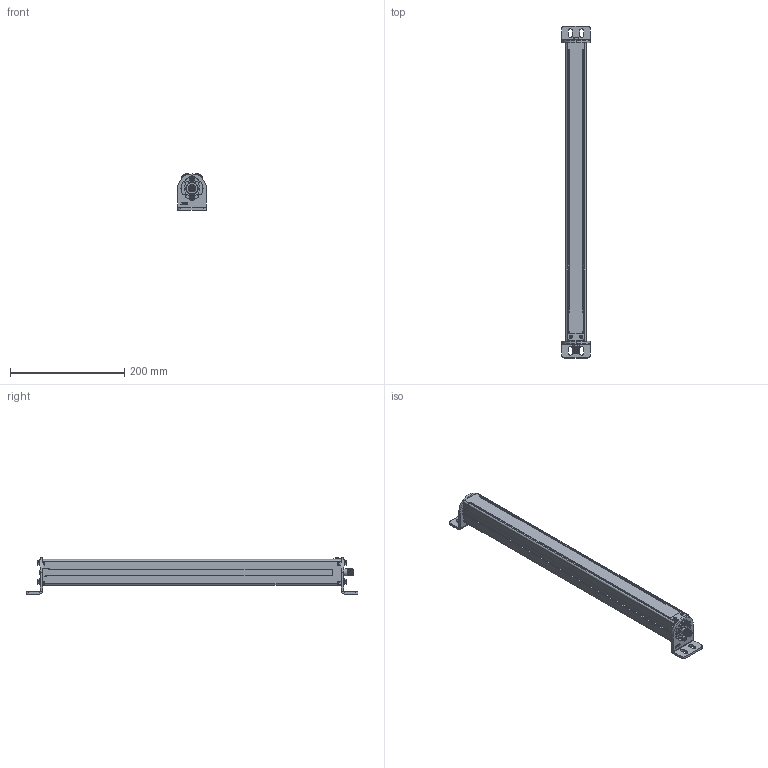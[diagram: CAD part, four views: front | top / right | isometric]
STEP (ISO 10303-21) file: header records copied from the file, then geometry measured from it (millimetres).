
FILE_DESCRIPTION((''),'2;1');
FILE_NAME('139535_SM01_ASM','2023-04-11T11:59:35',('banengservice'),('BANNER ENGINEERING'),'CREO PARAMETRIC BY PTC INC, 2022414','CREO PARAMETRIC BY PTC INC, 2022414','');
FILE_SCHEMA(('CONFIG_CONTROL_DESIGN'));
Products named in the file (2): 139535_EP01; 139535_SM01_ASM
Assembly tree (1 placements, depth 2):
  139535_SM01_ASM
    139535_EP01
Bounding box: 50 x 580 x 63 mm (x, y, z)
Volume: 783929.7 mm3; surface area: 144476.3 mm2
Topology: 1 solids, 1 shells, 1744 faces, 4774 edges, 3080 vertices
Faces by surface type: plane 999, cylinder 570, bspline 75, torus 51, sphere 34, cone 15
Entity records: 95233 total; most frequent: CARTESIAN_POINT 51735, ORIENTED_EDGE 9508, DIRECTION 8423, EDGE_CURVE 4754, VERTEX_POINT 3080, VECTOR 3049, LINE 3049, AXIS2_PLACEMENT_3D 2687
